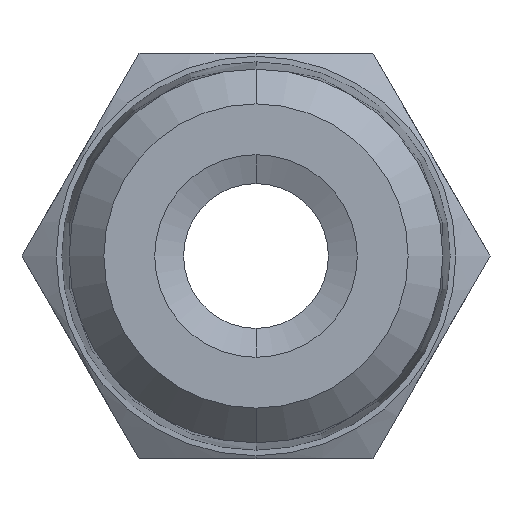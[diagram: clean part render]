
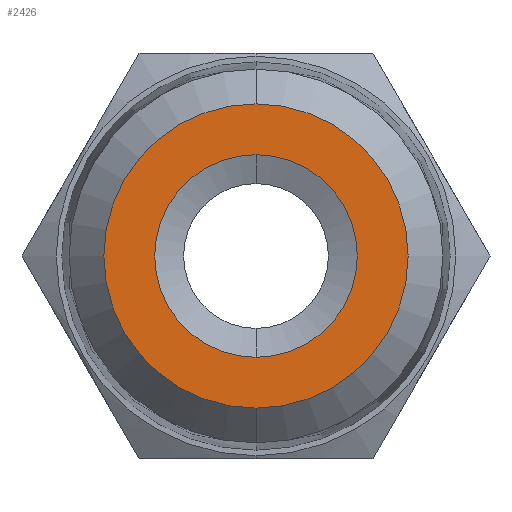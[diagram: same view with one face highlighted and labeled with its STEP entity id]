
A CAD part, front view. The second image highlights one B-rep face of the part: STEP entity #2426.
In plain terms, the highlighted planar face has unit normal (0, -1, 0).
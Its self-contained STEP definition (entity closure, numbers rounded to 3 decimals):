
#65 = CARTESIAN_POINT ( 'NONE',  ( 0., 0., 0. ) ) ;
#66 = DIRECTION ( 'NONE',  ( 0., -1., 0. ) ) ;
#67 = DIRECTION ( 'NONE',  ( 0., 0., -1. ) ) ;
#79 = CARTESIAN_POINT ( 'NONE',  ( 0., 0., 0. ) ) ;
#80 = DIRECTION ( 'NONE',  ( 0., -1., 0. ) ) ;
#81 = DIRECTION ( 'NONE',  ( 0., 0., -1. ) ) ;
#169 = CARTESIAN_POINT ( 'NONE',  ( 0., 0., 0. ) ) ;
#170 = DIRECTION ( 'NONE',  ( 0., -1., 0. ) ) ;
#171 = DIRECTION ( 'NONE',  ( 0., 0., -1. ) ) ;
#595 = DIRECTION ( 'NONE',  ( 0., 0., -1. ) ) ;
#768 = PLANE ( 'NONE',  #1036 ) ;
#769 = CARTESIAN_POINT ( 'NONE',  ( 6.75, 0., 0. ) ) ;
#770 = DIRECTION ( 'NONE',  ( 0., -1., 0. ) ) ;
#771 = DIRECTION ( 'NONE',  ( 0., 0., -1. ) ) ;
#881 = ORIENTED_EDGE ( 'NONE', *, *, #2381, .T. ) ;
#940 = EDGE_LOOP ( 'NONE', ( #951, #1005 ) ) ;
#951 = ORIENTED_EDGE ( 'NONE', *, *, #2360, .F. ) ;
#1005 = ORIENTED_EDGE ( 'NONE', *, *, #2365, .F. ) ;
#1012 = EDGE_LOOP ( 'NONE', ( #1013, #881 ) ) ;
#1013 = ORIENTED_EDGE ( 'NONE', *, *, #1420, .T. ) ;
#1036 = AXIS2_PLACEMENT_3D ( 'NONE', #769, #770, #771 ) ;
#1192 = AXIS2_PLACEMENT_3D ( 'NONE', #79, #80, #81 ) ;
#1293 = FACE_BOUND ( 'NONE', #940, .T. ) ;
#1294 = FACE_OUTER_BOUND ( 'NONE', #1012, .T. ) ;
#1420 = EDGE_CURVE ( 'NONE', #1546, #1589, #2169, .T. ) ;
#1526 = VERTEX_POINT ( 'NONE', #2253 ) ;
#1527 = VERTEX_POINT ( 'NONE', #2252 ) ;
#1546 = VERTEX_POINT ( 'NONE', #1758 ) ;
#1589 = VERTEX_POINT ( 'NONE', #1873 ) ;
#1758 = CARTESIAN_POINT ( 'NONE',  ( 0., 0., 5.255 ) ) ;
#1821 = AXIS2_PLACEMENT_3D ( 'NONE', #65, #66, #67 ) ;
#1826 = CIRCLE ( 'NONE', #1192, 3.5 ) ;
#1829 = CIRCLE ( 'NONE', #1821, 3.5 ) ;
#1873 = CARTESIAN_POINT ( 'NONE',  ( 0., 0., -5.255 ) ) ;
#1887 = CIRCLE ( 'NONE', #1889, 5.255 ) ;
#1889 = AXIS2_PLACEMENT_3D ( 'NONE', #169, #170, #171 ) ;
#1890 = DIRECTION ( 'NONE',  ( 0., -1., 0. ) ) ;
#1891 = CARTESIAN_POINT ( 'NONE',  ( 0., 0., 0. ) ) ;
#2167 = AXIS2_PLACEMENT_3D ( 'NONE', #1891, #1890, #595 ) ;
#2169 = CIRCLE ( 'NONE', #2167, 5.255 ) ;
#2252 = CARTESIAN_POINT ( 'NONE',  ( 0., 0., -3.5 ) ) ;
#2253 = CARTESIAN_POINT ( 'NONE',  ( 0., 0., 3.5 ) ) ;
#2360 = EDGE_CURVE ( 'NONE', #1527, #1526, #1829, .T. ) ;
#2365 = EDGE_CURVE ( 'NONE', #1526, #1527, #1826, .T. ) ;
#2381 = EDGE_CURVE ( 'NONE', #1589, #1546, #1887, .T. ) ;
#2426 = ADVANCED_FACE ( 'NONE', ( #1293, #1294 ), #768, .T. ) ;
